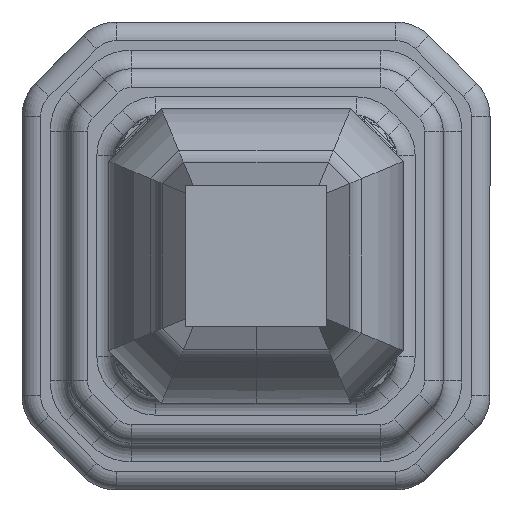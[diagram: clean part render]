
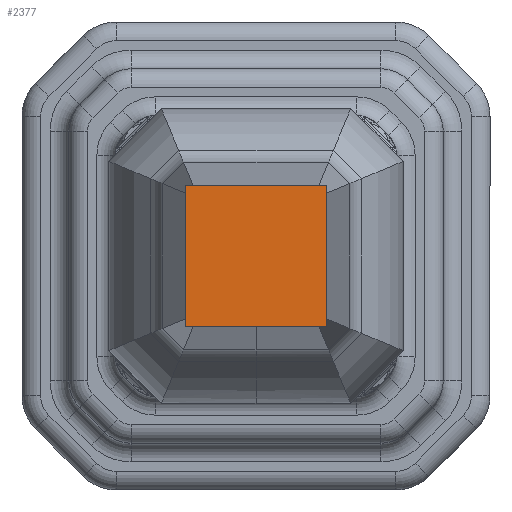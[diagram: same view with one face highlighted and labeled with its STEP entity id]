
A CAD part, front view. The second image highlights one B-rep face of the part: STEP entity #2377.
In plain terms, the highlighted planar face has unit normal (0, -1, 0).
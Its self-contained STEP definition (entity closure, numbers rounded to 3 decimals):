
#2377 = ADVANCED_FACE ( 'NONE', ( #3158 ), #5163, .T. ) ;
#2561 = DIRECTION ( 'NONE',  ( 0., -1., 0. ) ) ;
#2587 = LINE ( 'NONE', #37571, #18981 ) ;
#3158 = FACE_OUTER_BOUND ( 'NONE', #29569, .T. ) ;
#3182 = EDGE_CURVE ( 'NONE', #6270, #37610, #4087, .T. ) ;
#3397 = EDGE_CURVE ( 'NONE', #23509, #6270, #37782, .T. ) ;
#4087 = LINE ( 'NONE', #33165, #20467 ) ;
#4155 = CARTESIAN_POINT ( 'NONE',  ( -7.5, -500., 7.5 ) ) ;
#4509 = ORIENTED_EDGE ( 'NONE', *, *, #3397, .F. ) ;
#5163 = PLANE ( 'NONE',  #16412 ) ;
#5432 = DIRECTION ( 'NONE',  ( -1., 0., 0. ) ) ;
#5758 = CARTESIAN_POINT ( 'NONE',  ( -7.5, -500., -7.5 ) ) ;
#5850 = CARTESIAN_POINT ( 'NONE',  ( 0., -500., 0. ) ) ;
#6270 = VERTEX_POINT ( 'NONE', #35084 ) ;
#7710 = DIRECTION ( 'NONE',  ( 0., 0., -1. ) ) ;
#9429 = VECTOR ( 'NONE', #26346, 1000. ) ;
#10843 = CARTESIAN_POINT ( 'NONE',  ( -7.5, -500., 7.5 ) ) ;
#15458 = DIRECTION ( 'NONE',  ( 0., 0., -1. ) ) ;
#15904 = LINE ( 'NONE', #4155, #9429 ) ;
#16412 = AXIS2_PLACEMENT_3D ( 'NONE', #5850, #2561, #15458 ) ;
#18981 = VECTOR ( 'NONE', #5432, 1000. ) ;
#20467 = VECTOR ( 'NONE', #7710, 1000. ) ;
#23427 = VECTOR ( 'NONE', #38137, 1000. ) ;
#23509 = VERTEX_POINT ( 'NONE', #10843 ) ;
#23918 = EDGE_CURVE ( 'NONE', #30650, #23509, #15904, .T. ) ;
#26346 = DIRECTION ( 'NONE',  ( 0., 0., 1. ) ) ;
#26506 = CARTESIAN_POINT ( 'NONE',  ( 7.5, -500., -7.5 ) ) ;
#28096 = ORIENTED_EDGE ( 'NONE', *, *, #32742, .F. ) ;
#29569 = EDGE_LOOP ( 'NONE', ( #29860, #4509, #37335, #28096 ) ) ;
#29860 = ORIENTED_EDGE ( 'NONE', *, *, #3182, .F. ) ;
#30650 = VERTEX_POINT ( 'NONE', #5758 ) ;
#32742 = EDGE_CURVE ( 'NONE', #37610, #30650, #2587, .T. ) ;
#33165 = CARTESIAN_POINT ( 'NONE',  ( 7.5, -500., 7.5 ) ) ;
#35084 = CARTESIAN_POINT ( 'NONE',  ( 7.5, -500., 7.5 ) ) ;
#37335 = ORIENTED_EDGE ( 'NONE', *, *, #23918, .F. ) ;
#37571 = CARTESIAN_POINT ( 'NONE',  ( -7.5, -500., -7.5 ) ) ;
#37610 = VERTEX_POINT ( 'NONE', #26506 ) ;
#37782 = LINE ( 'NONE', #38260, #23427 ) ;
#38137 = DIRECTION ( 'NONE',  ( 1., 0., 0. ) ) ;
#38260 = CARTESIAN_POINT ( 'NONE',  ( -7.5, -500., 7.5 ) ) ;
